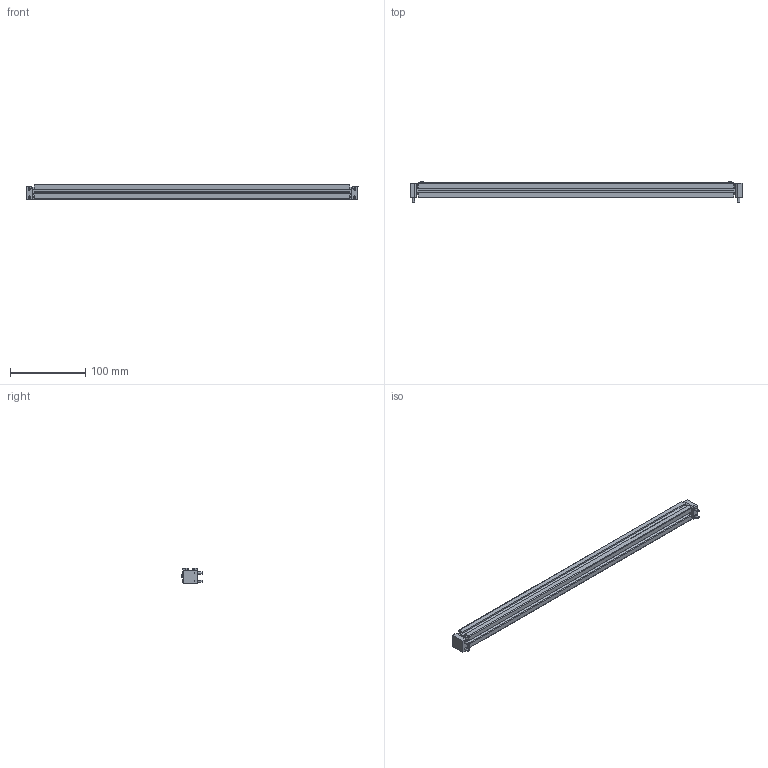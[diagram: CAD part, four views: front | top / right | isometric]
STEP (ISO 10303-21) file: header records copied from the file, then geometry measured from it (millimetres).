
FILE_DESCRIPTION(/* description */ (''),/* implementation_level */ '2;1');
FILE_NAME(/* name */ 'SV08_Dockbar_Brackets.step',/* time_stamp */ '2024-10-12T21:04:50-06:00',/* author */ (''),/* organization */ (''),/* preprocessor_version */ 'ST-DEVELOPER v20',/* originating_system */ 'Autodesk Translation Framework v13.20.0.188',/* authorisation */ '');
FILE_SCHEMA (('AUTOMOTIVE_DESIGN { 1 0 10303 214 3 1 1 }'));
Length unit declared in the file: millimetre
Products named in the file (8): Dockbar_Bracket; Bracket_Left; Bracket_Right; Hardware; 2020 420mm; (Unsaved); M3x10 BHCS; M3x8 BHCS
Assembly tree (12 placements, depth 3):
  Dockbar_Bracket
    Bracket_Left
    Bracket_Right
    Hardware
      2020 420mm
      (Unsaved)  x2
      M3x10 BHCS  x4
      M3x8 BHCS  x2
Bounding box: 442.6 x 27.35 x 21 mm (x, y, z)
Volume: 80321.3 mm3; surface area: 81251.4 mm2
Topology: 11 solids, 11 shells, 523 faces, 1321 edges, 854 vertices
Faces by surface type: plane 192, bspline 156, cylinder 95, cone 72, sphere 6, torus 2
Full cylindrical faces by diameter (mm): 2.9 x2, 3 x6, 3.2 x6, 4.1 x2, 4.25 x4, 4.7 x2, 5.12 x1, 5.7 x6, 6 x4
Entity records: 14765 total; most frequent: CARTESIAN_POINT 7119, ORIENTED_EDGE 1644, DIRECTION 1369, EDGE_CURVE 822, VERTEX_POINT 538, AXIS2_PLACEMENT_3D 472, LINE 425, VECTOR 425
